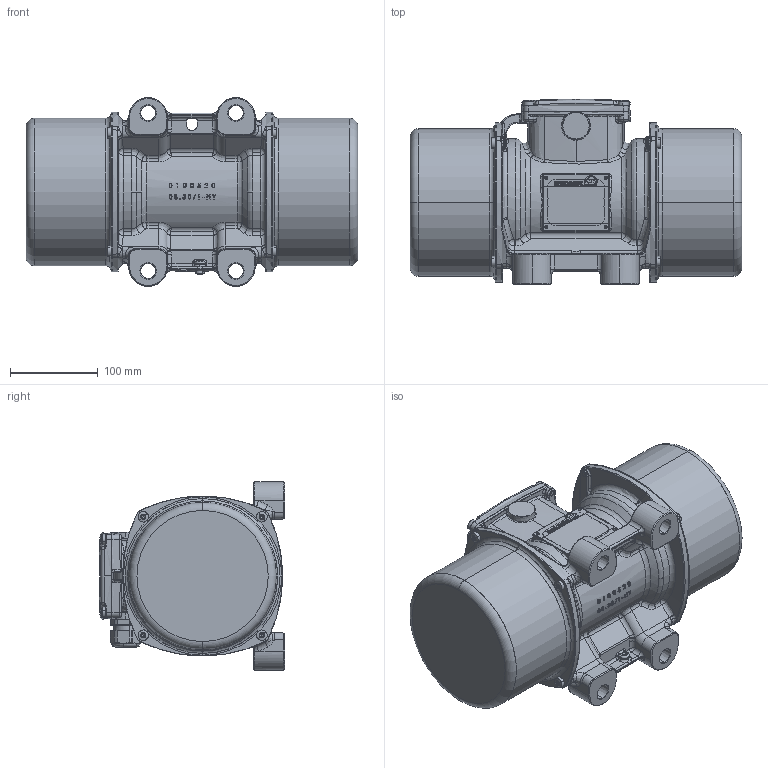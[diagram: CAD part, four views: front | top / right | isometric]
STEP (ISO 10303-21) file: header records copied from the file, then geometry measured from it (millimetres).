
FILE_DESCRIPTION (( 'STEP AP214' ), '1' );
FILE_NAME ('NEG 16310-50-60Hz.STEP', '2022-05-12T14:02:47', ( '' ), ( '' ), 'SwSTEP 2.0', 'SolidWorks 2015', '' );
FILE_SCHEMA (( 'AUTOMOTIVE_DESIGN' ));
Length unit declared in the file: millimetre
Products named in the file (1): NEG 16310-50-60Hz
Bounding box: 378 x 211.15 x 215 mm (x, y, z)
Volume: 1587471.6 mm3; surface area: 705434.8 mm2
Topology: 23 solids, 23 shells, 3223 faces, 8583 edges, 5524 vertices
Faces by surface type: bspline 932, plane 927, cylinder 726, torus 314, cone 275, sphere 49
Entity records: 149860 total; most frequent: CARTESIAN_POINT 75357, ORIENTED_EDGE 16918, DIRECTION 12911, EDGE_CURVE 8459, VERTEX_POINT 5524, AXIS2_PLACEMENT_3D 4851, EDGE_LOOP 3545, FACE_OUTER_BOUND 3223
